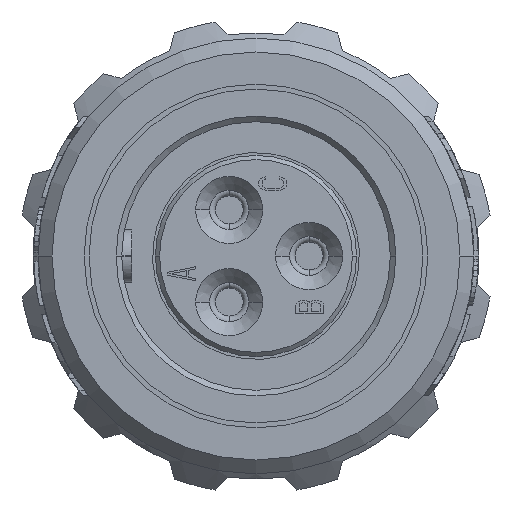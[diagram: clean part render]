
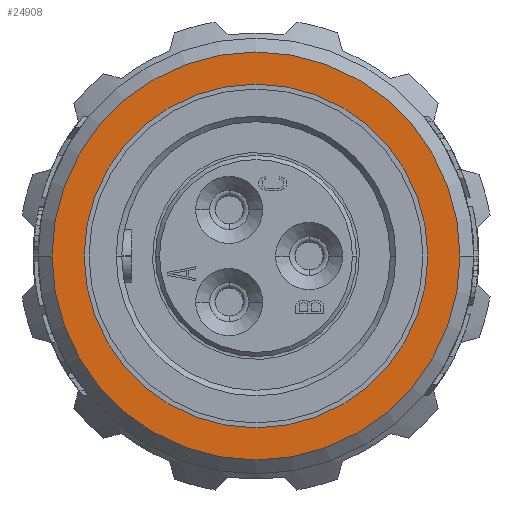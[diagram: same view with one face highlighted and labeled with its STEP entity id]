
A CAD part, left-side view. The second image highlights one B-rep face of the part: STEP entity #24908.
In plain terms, the highlighted planar face has unit normal (-1, 0, 0).
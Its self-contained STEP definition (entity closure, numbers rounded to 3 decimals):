
#2432=CARTESIAN_POINT('',(-18.,0.,0.));
#2433=DIRECTION('',(-1.,0.,0.));
#2434=DIRECTION('',(0.,1.,0.));
#2435=AXIS2_PLACEMENT_3D('',#2432,#2433,#2434);
#2450=CARTESIAN_POINT('',(-18.,0.,0.));
#2451=DIRECTION('',(-1.,0.,0.));
#2452=DIRECTION('',(0.,1.,0.));
#2453=AXIS2_PLACEMENT_3D('',#2450,#2451,#2452);
#2455=CARTESIAN_POINT('',(-18.,0.,0.));
#2456=DIRECTION('',(-1.,0.,0.));
#2457=DIRECTION('',(0.,-1.,0.));
#2458=AXIS2_PLACEMENT_3D('',#2455,#2456,#2457);
#2460=CARTESIAN_POINT('',(-18.,0.,0.));
#2461=DIRECTION('',(1.,0.,0.));
#2462=DIRECTION('',(0.,1.,0.));
#2463=AXIS2_PLACEMENT_3D('',#2460,#2461,#2462);
#17745=CARTESIAN_POINT('',(-18.,7.3,0.));
#17746=CARTESIAN_POINT('',(-18.,-7.3,0.));
#17747=VERTEX_POINT('',#17745);
#17748=VERTEX_POINT('',#17746);
#17765=CARTESIAN_POINT('',(-18.,6.15,0.));
#17766=CARTESIAN_POINT('',(-18.,-6.15,0.));
#17767=VERTEX_POINT('',#17765);
#17768=VERTEX_POINT('',#17766);
#24892=CARTESIAN_POINT('',(-18.,0.,0.));
#24893=DIRECTION('',(1.,0.,0.));
#24894=DIRECTION('',(0.,-1.,0.));
#24895=AXIS2_PLACEMENT_3D('',#24892,#24893,#24894);
#24896=PLANE('371',#24895);
#24897=ORIENTED_EDGE('1651',*,*,#24875,.F.);
#24899=ORIENTED_EDGE('1649',*,*,#24898,.T.);
#24900=EDGE_LOOP('371',(#24897,#24899));
#24901=FACE_OUTER_BOUND('371',#24900,.F.);
#24903=ORIENTED_EDGE('1673',*,*,#24902,.T.);
#24905=ORIENTED_EDGE('1674',*,*,#24904,.T.);
#24906=EDGE_LOOP('371',(#24903,#24905));
#24907=FACE_BOUND('371',#24906,.F.);
#2436=CIRCLE('1651',#2435,7.3);
#2454=CIRCLE('1673',#2453,6.15);
#2459=CIRCLE('1674',#2458,6.15);
#2464=CIRCLE('1649',#2463,7.3);
#24875=EDGE_CURVE('1651',#17747,#17748,#2436,.T.);
#24898=EDGE_CURVE('1649',#17747,#17748,#2464,.T.);
#24902=EDGE_CURVE('1673',#17767,#17768,#2454,.T.);
#24904=EDGE_CURVE('1674',#17768,#17767,#2459,.T.);
#24908=ADVANCED_FACE('371',(#24901,#24907),#24896,.F.);
